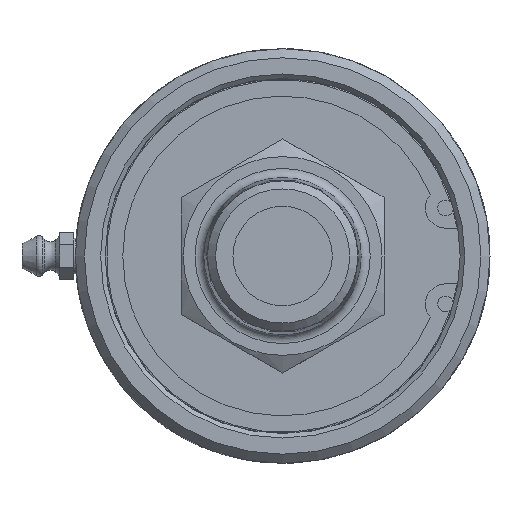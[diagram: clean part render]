
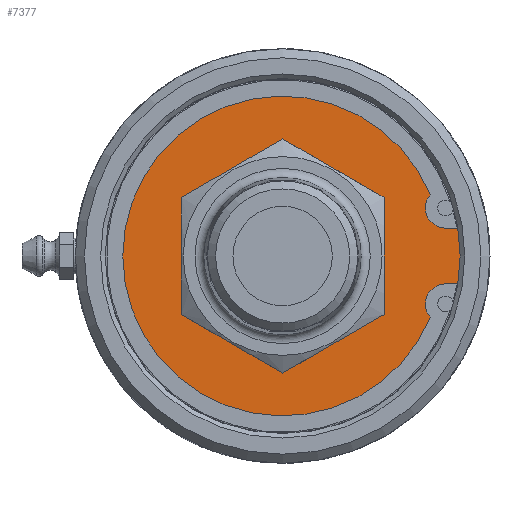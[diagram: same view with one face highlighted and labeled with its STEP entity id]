
A CAD part, left-side view. The second image highlights one B-rep face of the part: STEP entity #7377.
In plain terms, the highlighted planar face has unit normal (-1, 0, 0).
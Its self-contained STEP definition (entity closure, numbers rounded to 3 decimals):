
#75=FACE_BOUND('',#2266,.T.);
#862=LINE('',#50046,#1267);
#863=LINE('',#50054,#1268);
#1267=VECTOR('',#9353,10.);
#1268=VECTOR('',#9360,10.);
#1418=PLANE('',#7925);
#1813=FACE_OUTER_BOUND('',#2265,.T.);
#2265=EDGE_LOOP('',(#6744,#6745,#6746,#6747,#6748,#6749));
#2266=EDGE_LOOP('',(#6750,#6751));
#2530=CIRCLE('',#7891,17.5);
#2531=CIRCLE('',#7892,17.5);
#2548=CIRCLE('',#7926,3.556);
#2549=CIRCLE('',#7927,28.142);
#2550=CIRCLE('',#7928,3.556);
#2551=CIRCLE('',#7929,33.45);
#3565=VERTEX_POINT('',#49924);
#3566=VERTEX_POINT('',#49925);
#3596=VERTEX_POINT('',#50044);
#3597=VERTEX_POINT('',#50045);
#3598=VERTEX_POINT('',#50047);
#3599=VERTEX_POINT('',#50049);
#3600=VERTEX_POINT('',#50051);
#3601=VERTEX_POINT('',#50053);
#4612=EDGE_CURVE('',#3565,#3566,#2530,.T.);
#4613=EDGE_CURVE('',#3566,#3565,#2531,.T.);
#4656=EDGE_CURVE('',#3596,#3597,#862,.T.);
#4657=EDGE_CURVE('',#3597,#3598,#2548,.T.);
#4658=EDGE_CURVE('',#3598,#3599,#2549,.T.);
#4659=EDGE_CURVE('',#3599,#3600,#2550,.T.);
#4660=EDGE_CURVE('',#3600,#3601,#863,.T.);
#4661=EDGE_CURVE('',#3601,#3596,#2551,.T.);
#6744=ORIENTED_EDGE('',*,*,#4656,.T.);
#6745=ORIENTED_EDGE('',*,*,#4657,.T.);
#6746=ORIENTED_EDGE('',*,*,#4658,.T.);
#6747=ORIENTED_EDGE('',*,*,#4659,.T.);
#6748=ORIENTED_EDGE('',*,*,#4660,.T.);
#6749=ORIENTED_EDGE('',*,*,#4661,.T.);
#6750=ORIENTED_EDGE('',*,*,#4612,.T.);
#6751=ORIENTED_EDGE('',*,*,#4613,.T.);
#7377=ADVANCED_FACE('',(#1813,#75),#1418,.F.);
#7891=AXIS2_PLACEMENT_3D('',#49926,#9271,#9272);
#7892=AXIS2_PLACEMENT_3D('',#49927,#9273,#9274);
#7925=AXIS2_PLACEMENT_3D('',#50043,#9351,#9352);
#7926=AXIS2_PLACEMENT_3D('',#50048,#9354,#9355);
#7927=AXIS2_PLACEMENT_3D('',#50050,#9356,#9357);
#7928=AXIS2_PLACEMENT_3D('',#50052,#9358,#9359);
#7929=AXIS2_PLACEMENT_3D('',#50055,#9361,#9362);
#9271=DIRECTION('center_axis',(1.,0.,0.));
#9272=DIRECTION('ref_axis',(0.,1.,0.));
#9273=DIRECTION('center_axis',(1.,0.,0.));
#9274=DIRECTION('ref_axis',(0.,1.,0.));
#9351=DIRECTION('center_axis',(1.,0.,0.));
#9352=DIRECTION('ref_axis',(0.,0.,-1.));
#9353=DIRECTION('',(0.,1.,0.));
#9354=DIRECTION('center_axis',(1.,0.,0.));
#9355=DIRECTION('ref_axis',(0.,0.754,0.657));
#9356=DIRECTION('center_axis',(-1.,0.,0.));
#9357=DIRECTION('ref_axis',(0.,0.924,-0.384));
#9358=DIRECTION('center_axis',(1.,0.,0.));
#9359=DIRECTION('ref_axis',(0.,0.,1.));
#9360=DIRECTION('',(0.,-1.,0.));
#9361=DIRECTION('center_axis',(-1.,0.,0.));
#9362=DIRECTION('ref_axis',(0.,1.,0.));
#49924=CARTESIAN_POINT('',(4.775,17.5,0.));
#49925=CARTESIAN_POINT('',(4.775,-17.5,0.));
#49926=CARTESIAN_POINT('Origin',(4.775,0.,0.));
#49927=CARTESIAN_POINT('Origin',(4.775,0.,0.));
#50043=CARTESIAN_POINT('Origin',(4.775,24.275,0.));
#50044=CARTESIAN_POINT('',(4.775,-33.089,4.902));
#50045=CARTESIAN_POINT('',(4.775,-28.672,4.902));
#50046=CARTESIAN_POINT('',(4.775,-2.199,4.902));
#50047=CARTESIAN_POINT('',(4.775,-25.99,10.793));
#50048=CARTESIAN_POINT('Origin',(4.775,-28.672,8.458));
#50049=CARTESIAN_POINT('',(4.775,-25.99,-10.793));
#50050=CARTESIAN_POINT('Origin',(4.775,0.,0.));
#50051=CARTESIAN_POINT('',(4.775,-28.672,-4.902));
#50052=CARTESIAN_POINT('Origin',(4.775,-28.672,-8.458));
#50053=CARTESIAN_POINT('',(4.775,-33.089,-4.902));
#50054=CARTESIAN_POINT('',(4.775,-4.407,-4.902));
#50055=CARTESIAN_POINT('Origin',(4.775,0.,0.));
